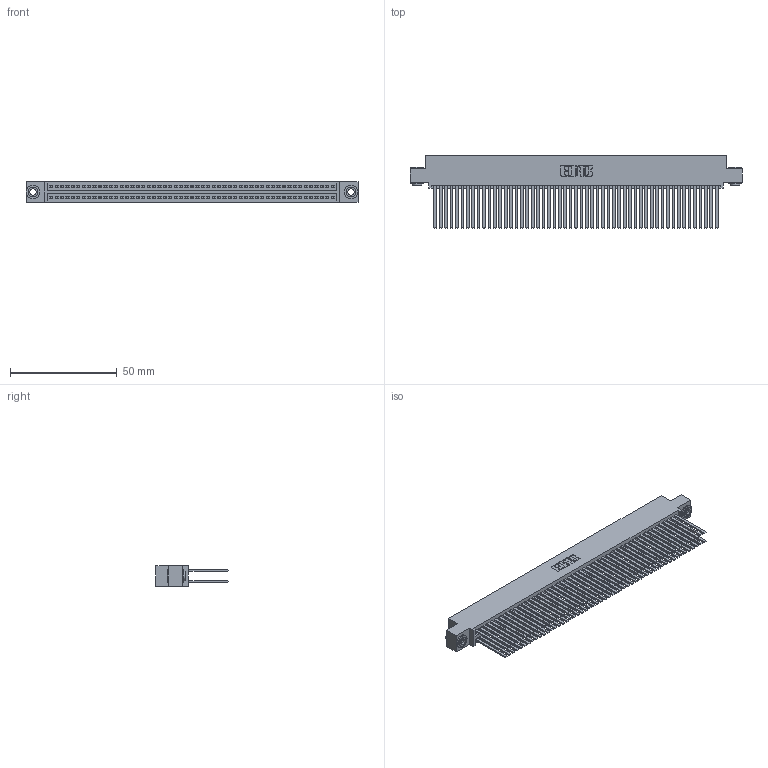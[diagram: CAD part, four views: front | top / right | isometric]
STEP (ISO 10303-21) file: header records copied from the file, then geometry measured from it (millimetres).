
FILE_DESCRIPTION (( 'STEP AP203' ), '1' );
FILE_NAME ('345-106-544-503.STEP', '2019-11-03T16:42:04', ( '' ), ( '' ), 'SwSTEP 2.0', 'SolidWorks 2016', '' );
FILE_SCHEMA (( 'CONFIG_CONTROL_DESIGN' ));
Length unit declared in the file: inch
Products named in the file (4): 345-106-544-503; 345 Part_0.110 Offset - 0.156 Dia-TH; 345-292-001_345-293-144; 345-250-002_345-250-002-102
Assembly tree (109 placements, depth 2):
  345-106-544-503
    345 Part_0.110 Offset - 0.156 Dia-TH
    345-292-001_345-293-144  x106
    345-250-002_345-250-002-102  x2
Bounding box: 155.83 x 33.96 x 9.4 mm (x, y, z)
Volume: 16671.4 mm3; surface area: 29509.1 mm2
Topology: 109 solids, 109 shells, 4832 faces, 14315 edges, 9398 vertices
Faces by surface type: plane 3168, cylinder 1656, cone 8
Entity records: 40702 total; most frequent: CARTESIAN_POINT 6787, ORIENTED_EDGE 6714, DIRECTION 5999, EDGE_CURVE 3357, LINE 2993, VECTOR 2993, VERTEX_POINT 2234, AXIS2_PLACEMENT_3D 1503
